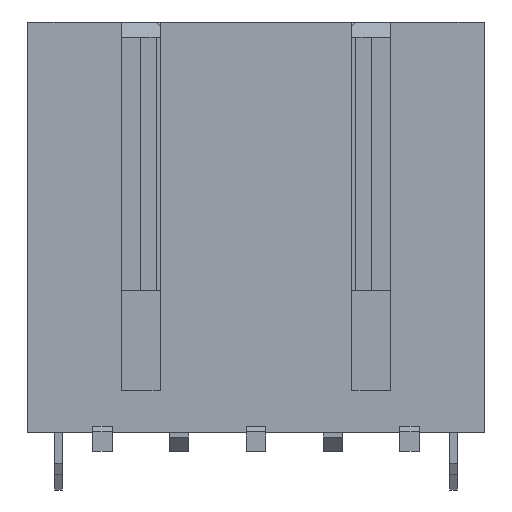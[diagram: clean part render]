
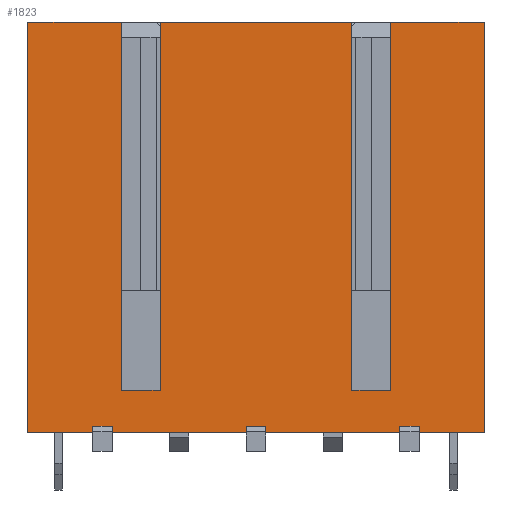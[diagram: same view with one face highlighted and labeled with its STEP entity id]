
A CAD part, front view. The second image highlights one B-rep face of the part: STEP entity #1823.
In plain terms, the highlighted planar face has unit normal (0, -1, 0).
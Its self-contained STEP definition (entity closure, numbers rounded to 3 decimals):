
#64 = VERTEX_POINT('',#65);
#65 = CARTESIAN_POINT('',(-7.555,-2.54,14.218));
#71 = EDGE_CURVE('',#64,#72,#74,.T.);
#72 = VERTEX_POINT('',#73);
#73 = CARTESIAN_POINT('',(-7.555,-2.54,0.628));
#74 = LINE('',#75,#76);
#75 = CARTESIAN_POINT('',(-7.555,-2.54,14.218));
#76 = VECTOR('',#77,1.);
#77 = DIRECTION('',(0.,0.,-1.));
#529 = VERTEX_POINT('',#530);
#530 = CARTESIAN_POINT('',(7.555,-2.54,0.628));
#536 = EDGE_CURVE('',#537,#529,#539,.T.);
#537 = VERTEX_POINT('',#538);
#538 = CARTESIAN_POINT('',(7.555,-2.54,14.218));
#539 = LINE('',#540,#541);
#540 = CARTESIAN_POINT('',(7.555,-2.54,14.218));
#541 = VECTOR('',#542,1.);
#542 = DIRECTION('',(0.,0.,-1.));
#593 = EDGE_CURVE('',#72,#594,#596,.T.);
#594 = VERTEX_POINT('',#595);
#595 = CARTESIAN_POINT('',(-5.4,-2.54,0.628));
#596 = LINE('',#597,#598);
#597 = CARTESIAN_POINT('',(-7.555,-2.54,0.628));
#598 = VECTOR('',#599,1.);
#599 = DIRECTION('',(1.,0.,0.));
#618 = VERTEX_POINT('',#619);
#619 = CARTESIAN_POINT('',(-4.76,-2.54,0.628));
#625 = EDGE_CURVE('',#618,#626,#628,.T.);
#626 = VERTEX_POINT('',#627);
#627 = CARTESIAN_POINT('',(-0.32,-2.54,0.628));
#628 = LINE('',#629,#630);
#629 = CARTESIAN_POINT('',(-4.76,-2.54,0.628));
#630 = VECTOR('',#631,1.);
#631 = DIRECTION('',(1.,0.,0.));
#650 = VERTEX_POINT('',#651);
#651 = CARTESIAN_POINT('',(0.32,-2.54,0.628));
#657 = EDGE_CURVE('',#650,#658,#660,.T.);
#658 = VERTEX_POINT('',#659);
#659 = CARTESIAN_POINT('',(4.76,-2.54,0.628));
#660 = LINE('',#661,#662);
#661 = CARTESIAN_POINT('',(0.32,-2.54,0.628));
#662 = VECTOR('',#663,1.);
#663 = DIRECTION('',(1.,0.,0.));
#682 = VERTEX_POINT('',#683);
#683 = CARTESIAN_POINT('',(5.4,-2.54,0.628));
#689 = EDGE_CURVE('',#682,#529,#690,.T.);
#690 = LINE('',#691,#692);
#691 = CARTESIAN_POINT('',(5.4,-2.54,0.628));
#692 = VECTOR('',#693,1.);
#693 = DIRECTION('',(1.,0.,0.));
#1719 = VERTEX_POINT('',#1720);
#1720 = CARTESIAN_POINT('',(-3.175,-2.54,14.218));
#1726 = EDGE_CURVE('',#1719,#1727,#1729,.T.);
#1727 = VERTEX_POINT('',#1728);
#1728 = CARTESIAN_POINT('',(-3.175,-2.54,2.028));
#1729 = LINE('',#1730,#1731);
#1730 = CARTESIAN_POINT('',(-3.175,-2.54,14.218));
#1731 = VECTOR('',#1732,1.);
#1732 = DIRECTION('',(0.,0.,-1.));
#1803 = EDGE_CURVE('',#1804,#1727,#1806,.T.);
#1804 = VERTEX_POINT('',#1805);
#1805 = CARTESIAN_POINT('',(-4.445,-2.54,2.028));
#1806 = LINE('',#1807,#1808);
#1807 = CARTESIAN_POINT('',(-4.445,-2.54,2.028));
#1808 = VECTOR('',#1809,1.);
#1809 = DIRECTION('',(1.,0.,0.));
#1823 = ADVANCED_FACE('',(#1824),#1952,.T.);
#1824 = FACE_BOUND('',#1825,.F.);
#1825 = EDGE_LOOP('',(#1826,#1834,#1835,#1836,#1844,#1850,#1851,#1852,
    #1860,#1868,#1876,#1884,#1890,#1891,#1892,#1900,#1908,#1914,#1915,
    #1923,#1931,#1937,#1938,#1946));
#1826 = ORIENTED_EDGE('',*,*,#1827,.F.);
#1827 = EDGE_CURVE('',#594,#1828,#1830,.T.);
#1828 = VERTEX_POINT('',#1829);
#1829 = CARTESIAN_POINT('',(-5.4,-2.54,0.841));
#1830 = LINE('',#1831,#1832);
#1831 = CARTESIAN_POINT('',(-5.4,-2.54,0.628));
#1832 = VECTOR('',#1833,1.);
#1833 = DIRECTION('',(0.,0.,1.));
#1834 = ORIENTED_EDGE('',*,*,#593,.F.);
#1835 = ORIENTED_EDGE('',*,*,#71,.F.);
#1836 = ORIENTED_EDGE('',*,*,#1837,.T.);
#1837 = EDGE_CURVE('',#64,#1838,#1840,.T.);
#1838 = VERTEX_POINT('',#1839);
#1839 = CARTESIAN_POINT('',(-4.445,-2.54,14.218));
#1840 = LINE('',#1841,#1842);
#1841 = CARTESIAN_POINT('',(-7.555,-2.54,14.218));
#1842 = VECTOR('',#1843,1.);
#1843 = DIRECTION('',(1.,0.,0.));
#1844 = ORIENTED_EDGE('',*,*,#1845,.T.);
#1845 = EDGE_CURVE('',#1838,#1804,#1846,.T.);
#1846 = LINE('',#1847,#1848);
#1847 = CARTESIAN_POINT('',(-4.445,-2.54,14.218));
#1848 = VECTOR('',#1849,1.);
#1849 = DIRECTION('',(0.,0.,-1.));
#1850 = ORIENTED_EDGE('',*,*,#1803,.T.);
#1851 = ORIENTED_EDGE('',*,*,#1726,.F.);
#1852 = ORIENTED_EDGE('',*,*,#1853,.T.);
#1853 = EDGE_CURVE('',#1719,#1854,#1856,.T.);
#1854 = VERTEX_POINT('',#1855);
#1855 = CARTESIAN_POINT('',(3.175,-2.54,14.218));
#1856 = LINE('',#1857,#1858);
#1857 = CARTESIAN_POINT('',(-3.175,-2.54,14.218));
#1858 = VECTOR('',#1859,1.);
#1859 = DIRECTION('',(1.,0.,0.));
#1860 = ORIENTED_EDGE('',*,*,#1861,.T.);
#1861 = EDGE_CURVE('',#1854,#1862,#1864,.T.);
#1862 = VERTEX_POINT('',#1863);
#1863 = CARTESIAN_POINT('',(3.175,-2.54,2.028));
#1864 = LINE('',#1865,#1866);
#1865 = CARTESIAN_POINT('',(3.175,-2.54,14.218));
#1866 = VECTOR('',#1867,1.);
#1867 = DIRECTION('',(0.,0.,-1.));
#1868 = ORIENTED_EDGE('',*,*,#1869,.T.);
#1869 = EDGE_CURVE('',#1862,#1870,#1872,.T.);
#1870 = VERTEX_POINT('',#1871);
#1871 = CARTESIAN_POINT('',(4.445,-2.54,2.028));
#1872 = LINE('',#1873,#1874);
#1873 = CARTESIAN_POINT('',(3.175,-2.54,2.028));
#1874 = VECTOR('',#1875,1.);
#1875 = DIRECTION('',(1.,0.,0.));
#1876 = ORIENTED_EDGE('',*,*,#1877,.F.);
#1877 = EDGE_CURVE('',#1878,#1870,#1880,.T.);
#1878 = VERTEX_POINT('',#1879);
#1879 = CARTESIAN_POINT('',(4.445,-2.54,14.218));
#1880 = LINE('',#1881,#1882);
#1881 = CARTESIAN_POINT('',(4.445,-2.54,14.218));
#1882 = VECTOR('',#1883,1.);
#1883 = DIRECTION('',(0.,0.,-1.));
#1884 = ORIENTED_EDGE('',*,*,#1885,.T.);
#1885 = EDGE_CURVE('',#1878,#537,#1886,.T.);
#1886 = LINE('',#1887,#1888);
#1887 = CARTESIAN_POINT('',(4.445,-2.54,14.218));
#1888 = VECTOR('',#1889,1.);
#1889 = DIRECTION('',(1.,0.,0.));
#1890 = ORIENTED_EDGE('',*,*,#536,.T.);
#1891 = ORIENTED_EDGE('',*,*,#689,.F.);
#1892 = ORIENTED_EDGE('',*,*,#1893,.T.);
#1893 = EDGE_CURVE('',#682,#1894,#1896,.T.);
#1894 = VERTEX_POINT('',#1895);
#1895 = CARTESIAN_POINT('',(5.4,-2.54,0.841));
#1896 = LINE('',#1897,#1898);
#1897 = CARTESIAN_POINT('',(5.4,-2.54,0.628));
#1898 = VECTOR('',#1899,1.);
#1899 = DIRECTION('',(0.,0.,1.));
#1900 = ORIENTED_EDGE('',*,*,#1901,.F.);
#1901 = EDGE_CURVE('',#1902,#1894,#1904,.T.);
#1902 = VERTEX_POINT('',#1903);
#1903 = CARTESIAN_POINT('',(4.76,-2.54,0.841));
#1904 = LINE('',#1905,#1906);
#1905 = CARTESIAN_POINT('',(4.76,-2.54,0.841));
#1906 = VECTOR('',#1907,1.);
#1907 = DIRECTION('',(1.,0.,0.));
#1908 = ORIENTED_EDGE('',*,*,#1909,.F.);
#1909 = EDGE_CURVE('',#658,#1902,#1910,.T.);
#1910 = LINE('',#1911,#1912);
#1911 = CARTESIAN_POINT('',(4.76,-2.54,0.628));
#1912 = VECTOR('',#1913,1.);
#1913 = DIRECTION('',(0.,0.,1.));
#1914 = ORIENTED_EDGE('',*,*,#657,.F.);
#1915 = ORIENTED_EDGE('',*,*,#1916,.T.);
#1916 = EDGE_CURVE('',#650,#1917,#1919,.T.);
#1917 = VERTEX_POINT('',#1918);
#1918 = CARTESIAN_POINT('',(0.32,-2.54,0.841));
#1919 = LINE('',#1920,#1921);
#1920 = CARTESIAN_POINT('',(0.32,-2.54,0.628));
#1921 = VECTOR('',#1922,1.);
#1922 = DIRECTION('',(0.,0.,1.));
#1923 = ORIENTED_EDGE('',*,*,#1924,.F.);
#1924 = EDGE_CURVE('',#1925,#1917,#1927,.T.);
#1925 = VERTEX_POINT('',#1926);
#1926 = CARTESIAN_POINT('',(-0.32,-2.54,0.841));
#1927 = LINE('',#1928,#1929);
#1928 = CARTESIAN_POINT('',(-0.32,-2.54,0.841));
#1929 = VECTOR('',#1930,1.);
#1930 = DIRECTION('',(1.,0.,0.));
#1931 = ORIENTED_EDGE('',*,*,#1932,.F.);
#1932 = EDGE_CURVE('',#626,#1925,#1933,.T.);
#1933 = LINE('',#1934,#1935);
#1934 = CARTESIAN_POINT('',(-0.32,-2.54,0.628));
#1935 = VECTOR('',#1936,1.);
#1936 = DIRECTION('',(0.,0.,1.));
#1937 = ORIENTED_EDGE('',*,*,#625,.F.);
#1938 = ORIENTED_EDGE('',*,*,#1939,.T.);
#1939 = EDGE_CURVE('',#618,#1940,#1942,.T.);
#1940 = VERTEX_POINT('',#1941);
#1941 = CARTESIAN_POINT('',(-4.76,-2.54,0.841));
#1942 = LINE('',#1943,#1944);
#1943 = CARTESIAN_POINT('',(-4.76,-2.54,0.628));
#1944 = VECTOR('',#1945,1.);
#1945 = DIRECTION('',(0.,0.,1.));
#1946 = ORIENTED_EDGE('',*,*,#1947,.F.);
#1947 = EDGE_CURVE('',#1828,#1940,#1948,.T.);
#1948 = LINE('',#1949,#1950);
#1949 = CARTESIAN_POINT('',(-5.4,-2.54,0.841));
#1950 = VECTOR('',#1951,1.);
#1951 = DIRECTION('',(1.,0.,0.));
#1952 = PLANE('',#1953);
#1953 = AXIS2_PLACEMENT_3D('',#1954,#1955,#1956);
#1954 = CARTESIAN_POINT('',(-7.555,-2.54,14.218));
#1955 = DIRECTION('',(0.,-1.,0.));
#1956 = DIRECTION('',(0.,0.,-1.));
